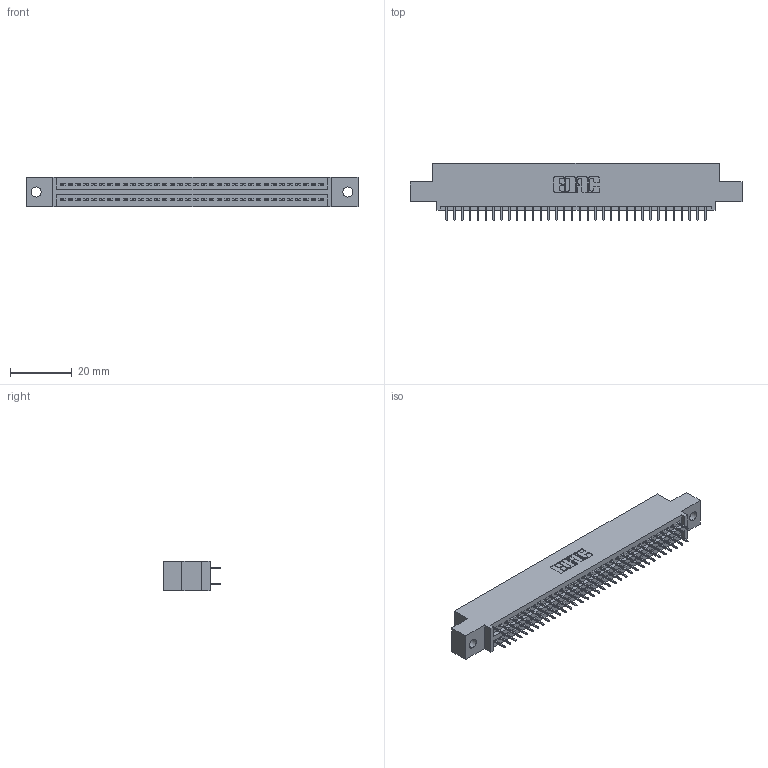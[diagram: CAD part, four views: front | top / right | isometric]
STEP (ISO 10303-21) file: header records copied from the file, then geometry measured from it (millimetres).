
FILE_DESCRIPTION (( 'STEP AP203' ), '1' );
FILE_NAME ('345-068-525-502.STEP', '2020-09-21T05:54:17', ( '' ), ( '' ), 'SwSTEP 2.0', 'SolidWorks 2020', '' );
FILE_SCHEMA (( 'CONFIG_CONTROL_DESIGN' ));
Length unit declared in the file: inch
Products named in the file (3): 345-292-001_345-293-125; 345-068-525-502; 345 Part_0.110 Offset - 0.128 Dia
Assembly tree (69 placements, depth 2):
  345-068-525-502
    345 Part_0.110 Offset - 0.128 Dia
    345-292-001_345-293-125  x68
Bounding box: 107.57 x 18.72 x 9.4 mm (x, y, z)
Volume: 10153.1 mm3; surface area: 14335.9 mm2
Topology: 69 solids, 69 shells, 3802 faces, 10757 edges, 6898 vertices
Faces by surface type: plane 2736, cylinder 1066
Entity records: 27963 total; most frequent: CARTESIAN_POINT 4696, ORIENTED_EDGE 4630, DIRECTION 4151, EDGE_CURVE 2315, VECTOR 2051, LINE 2051, VERTEX_POINT 1538, AXIS2_PLACEMENT_3D 1050
